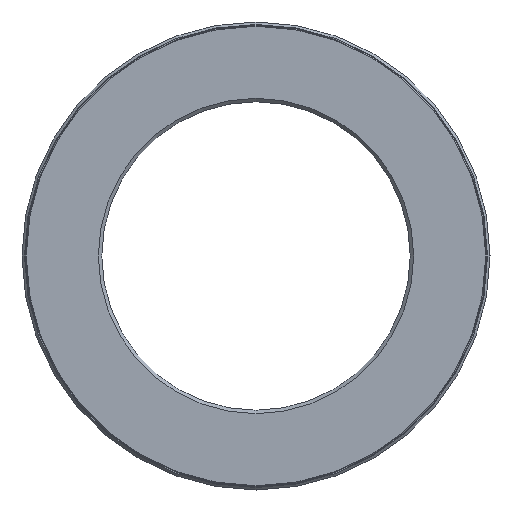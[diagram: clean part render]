
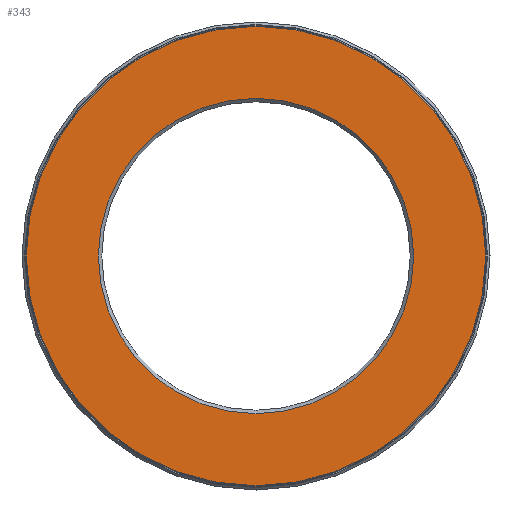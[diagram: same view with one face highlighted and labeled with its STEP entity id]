
A CAD part, front view. The second image highlights one B-rep face of the part: STEP entity #343.
In plain terms, the highlighted planar face has unit normal (0, -1, 0).
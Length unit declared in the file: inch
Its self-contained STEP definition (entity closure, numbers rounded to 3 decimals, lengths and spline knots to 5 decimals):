
#56 = DIRECTION ( 'NONE',  ( 0., 0., 1. ) ) ;
#58 = CARTESIAN_POINT ( 'NONE',  ( 0., 0., 0. ) ) ;
#79 = ORIENTED_EDGE ( 'NONE', *, *, #364, .T. ) ;
#106 = VERTEX_POINT ( 'NONE', #346 ) ;
#136 = DIRECTION ( 'NONE',  ( 0., 0., 1. ) ) ;
#231 = VERTEX_POINT ( 'NONE', #257 ) ;
#257 = CARTESIAN_POINT ( 'NONE',  ( 0., 0., 0.92625 ) ) ;
#260 = EDGE_LOOP ( 'NONE', ( #79 ) ) ;
#270 = AXIS2_PLACEMENT_3D ( 'NONE', #542, #300, #449 ) ;
#275 = CIRCLE ( 'NONE', #270, 0.92625 ) ;
#300 = DIRECTION ( 'NONE',  ( 0., 1., 0. ) ) ;
#340 = FACE_OUTER_BOUND ( 'NONE', #593, .T. ) ;
#343 = ADVANCED_FACE ( 'NONE', ( #340, #576 ), #401, .F. ) ;
#346 = CARTESIAN_POINT ( 'NONE',  ( 0., 0., 1.35 ) ) ;
#358 = CARTESIAN_POINT ( 'NONE',  ( 0., 0., 0. ) ) ;
#364 = EDGE_CURVE ( 'NONE', #231, #231, #275, .T. ) ;
#378 = AXIS2_PLACEMENT_3D ( 'NONE', #58, #390, #56 ) ;
#390 = DIRECTION ( 'NONE',  ( 0., 1., 0. ) ) ;
#401 = PLANE ( 'NONE',  #378 ) ;
#410 = EDGE_CURVE ( 'NONE', #106, #106, #565, .T. ) ;
#449 = DIRECTION ( 'NONE',  ( 0., 0., 1. ) ) ;
#492 = AXIS2_PLACEMENT_3D ( 'NONE', #358, #551, #136 ) ;
#542 = CARTESIAN_POINT ( 'NONE',  ( 0., 0., 0. ) ) ;
#551 = DIRECTION ( 'NONE',  ( 0., 1., 0. ) ) ;
#564 = ORIENTED_EDGE ( 'NONE', *, *, #410, .F. ) ;
#565 = CIRCLE ( 'NONE', #492, 1.35 ) ;
#576 = FACE_BOUND ( 'NONE', #260, .T. ) ;
#593 = EDGE_LOOP ( 'NONE', ( #564 ) ) ;
